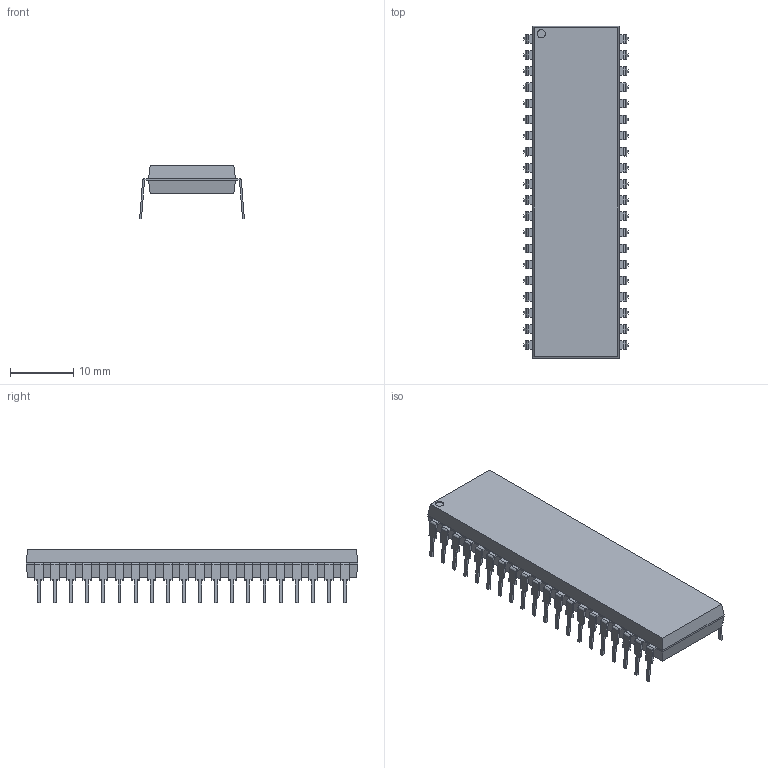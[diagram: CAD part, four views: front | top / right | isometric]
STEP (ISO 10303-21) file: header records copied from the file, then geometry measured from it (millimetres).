
FILE_DESCRIPTION(/* description */ (''),/* implementation_level */ '2;1');
FILE_NAME(/* name */ '40-DIP.step',/* time_stamp */ '2021-08-14T22:39:19+08:00',/* author */ (''),/* organization */ (''),/* preprocessor_version */ 'ST-DEVELOPER v18.1',/* originating_system */ 'Autodesk Translation Framework v10.9.0.1377',/* authorisation */ '');
FILE_SCHEMA (('AUTOMOTIVE_DESIGN { 1 0 10303 214 3 1 1 }'));
Length unit declared in the file: millimetre
Products named in the file (1): (Unsaved)
Bounding box: 16.51 x 52.32 x 8.38 mm (x, y, z)
Volume: 3186 mm3; surface area: 2628.5 mm2
Topology: 41 solids, 41 shells, 576 faces, 1471 edges, 978 vertices
Faces by surface type: plane 495, cylinder 81
Full cylindrical faces by diameter (mm): 1.308 x1
Entity records: 17201 total; most frequent: CARTESIAN_POINT 3026, ORIENTED_EDGE 2942, DIRECTION 2787, EDGE_CURVE 1471, LINE 1309, VECTOR 1309, VERTEX_POINT 978, AXIS2_PLACEMENT_3D 739
